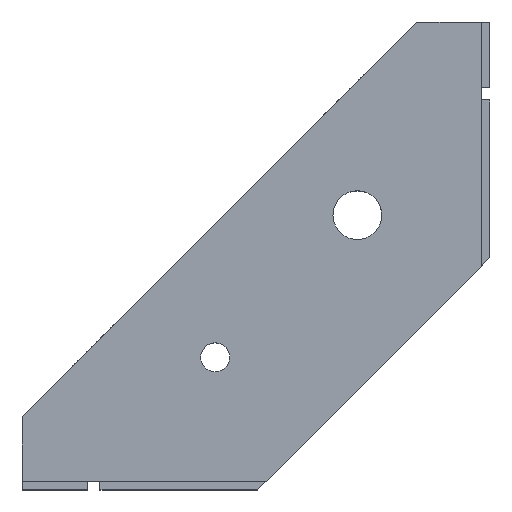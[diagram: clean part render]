
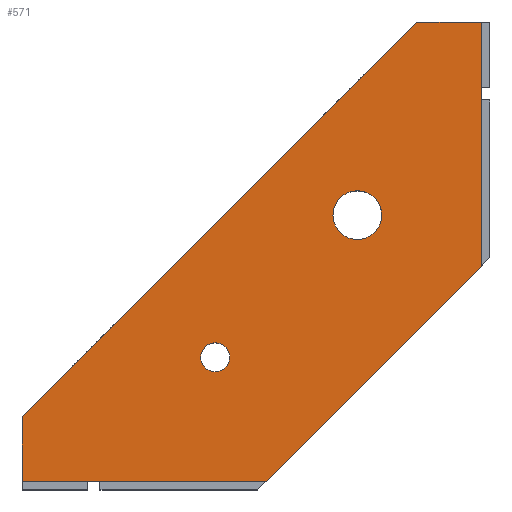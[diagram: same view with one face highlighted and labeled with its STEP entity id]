
A CAD part, top view. The second image highlights one B-rep face of the part: STEP entity #571.
In plain terms, the highlighted planar face has unit normal (0, 0, 1).
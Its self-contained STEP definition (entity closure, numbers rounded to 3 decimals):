
#38=LINE('',#868,#96);
#49=LINE('',#900,#107);
#59=LINE('',#919,#117);
#61=LINE('',#922,#119);
#63=LINE('',#926,#121);
#64=LINE('',#927,#122);
#96=VECTOR('',#706,85.);
#107=VECTOR('',#737,22.48);
#117=VECTOR('',#753,85.);
#119=VECTOR('',#757,106.066);
#121=VECTOR('',#761,194.482);
#122=VECTOR('',#762,22.48);
#149=FACE_BOUND('',#216,.T.);
#150=FACE_BOUND('',#217,.T.);
#175=FACE_OUTER_BOUND('',#215,.T.);
#215=EDGE_LOOP('',(#481,#482,#483,#484,#485,#486));
#216=EDGE_LOOP('',(#487));
#217=EDGE_LOOP('',(#488));
#240=CIRCLE('',#612,5.053);
#242=CIRCLE('',#615,8.5);
#274=VERTEX_POINT('',#865);
#275=VERTEX_POINT('',#867);
#281=VERTEX_POINT('',#887);
#283=VERTEX_POINT('',#892);
#285=VERTEX_POINT('',#897);
#286=VERTEX_POINT('',#899);
#292=VERTEX_POINT('',#918);
#293=VERTEX_POINT('',#925);
#334=EDGE_CURVE('',#275,#274,#38,.T.);
#344=EDGE_CURVE('',#281,#281,#240,.T.);
#346=EDGE_CURVE('',#283,#283,#242,.T.);
#349=EDGE_CURVE('',#285,#286,#49,.T.);
#359=EDGE_CURVE('',#292,#286,#59,.T.);
#361=EDGE_CURVE('',#292,#274,#61,.T.);
#363=EDGE_CURVE('',#293,#285,#63,.T.);
#364=EDGE_CURVE('',#275,#293,#64,.T.);
#481=ORIENTED_EDGE('',*,*,#359,.T.);
#482=ORIENTED_EDGE('',*,*,#349,.F.);
#483=ORIENTED_EDGE('',*,*,#363,.F.);
#484=ORIENTED_EDGE('',*,*,#364,.F.);
#485=ORIENTED_EDGE('',*,*,#334,.T.);
#486=ORIENTED_EDGE('',*,*,#361,.F.);
#487=ORIENTED_EDGE('',*,*,#344,.T.);
#488=ORIENTED_EDGE('',*,*,#346,.T.);
#541=PLANE('',#621);
#571=ADVANCED_FACE('',(#175,#149,#150),#541,.T.);
#612=AXIS2_PLACEMENT_3D('',#888,#725,#726);
#615=AXIS2_PLACEMENT_3D('',#893,#731,#732);
#621=AXIS2_PLACEMENT_3D('',#924,#759,#760);
#706=DIRECTION('',(1.,0.,0.));
#725=DIRECTION('center_axis',(0.,0.,-1.));
#726=DIRECTION('ref_axis',(1.,0.,0.));
#731=DIRECTION('center_axis',(0.,0.,-1.));
#732=DIRECTION('ref_axis',(1.,0.,0.));
#737=DIRECTION('',(1.,0.,0.));
#753=DIRECTION('',(0.,1.,0.));
#757=DIRECTION('',(-0.707,-0.707,0.));
#759=DIRECTION('center_axis',(0.,0.,1.));
#760=DIRECTION('ref_axis',(1.,0.,0.));
#761=DIRECTION('',(0.707,0.707,0.));
#762=DIRECTION('',(0.,1.,0.));
#865=CARTESIAN_POINT('',(85.,3.,12.));
#867=CARTESIAN_POINT('',(0.,3.,12.));
#868=CARTESIAN_POINT('',(103.237,3.,12.));
#887=CARTESIAN_POINT('',(72.353,46.2,12.));
#888=CARTESIAN_POINT('Origin',(67.3,46.2,12.));
#892=CARTESIAN_POINT('',(125.3,95.7,12.));
#893=CARTESIAN_POINT('Origin',(116.8,95.7,12.));
#897=CARTESIAN_POINT('',(137.52,163.,12.));
#899=CARTESIAN_POINT('',(160.,163.,12.));
#900=CARTESIAN_POINT('',(163.,163.,12.));
#918=CARTESIAN_POINT('',(160.,78.,12.));
#919=CARTESIAN_POINT('',(160.,119.47,12.));
#922=CARTESIAN_POINT('',(82.,0.,12.));
#924=CARTESIAN_POINT('Origin',(161.474,120.939,12.));
#925=CARTESIAN_POINT('',(0.,25.48,12.));
#926=CARTESIAN_POINT('',(137.52,163.,12.));
#927=CARTESIAN_POINT('',(0.,25.48,12.));
